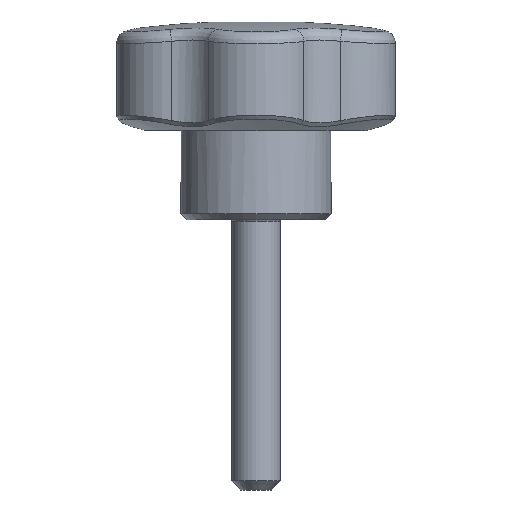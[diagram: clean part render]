
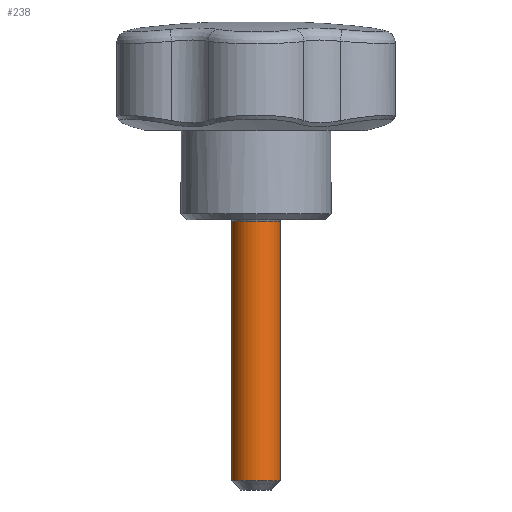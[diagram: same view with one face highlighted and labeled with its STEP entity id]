
A CAD part, front view. The second image highlights one B-rep face of the part: STEP entity #238.
In plain terms, the highlighted cylindrical face has radius 4 mm (diameter 8 mm), a full revolution.
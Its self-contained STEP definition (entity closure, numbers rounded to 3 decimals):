
#238 = ADVANCED_FACE( '', ( #484, #485 ), #486, .T. );
#484 = FACE_OUTER_BOUND( '', #3526, .T. );
#485 = FACE_OUTER_BOUND( '', #3527, .T. );
#486 = CYLINDRICAL_SURFACE( '', #3528, 4. );
#3526 = EDGE_LOOP( '', ( #4103 ) );
#3527 = EDGE_LOOP( '', ( #4104 ) );
#3528 = AXIS2_PLACEMENT_3D( '', #4105, #4106, #4107 );
#4103 = ORIENTED_EDGE( '', *, *, #4361, .T. );
#4104 = ORIENTED_EDGE( '', *, *, #4183, .T. );
#4105 = CARTESIAN_POINT( '', ( 0., 0., -57. ) );
#4106 = DIRECTION( '', ( 0., 0., -1. ) );
#4107 = DIRECTION( '', ( 1., 0., 0. ) );
#4183 = EDGE_CURVE( '', #4460, #4460, #4461, .T. );
#4361 = EDGE_CURVE( '', #4705, #4705, #4706, .F. );
#4460 = VERTEX_POINT( '', #5156 );
#4461 = CIRCLE( '', #5157, 4. );
#4705 = VERTEX_POINT( '', #7036 );
#4706 = CIRCLE( '', #7037, 4. );
#5156 = CARTESIAN_POINT( '', ( 4., 0., -43.5 ) );
#5157 = AXIS2_PLACEMENT_3D( '', #7153, #7154, #7155 );
#7036 = CARTESIAN_POINT( '', ( 4., 0., -0.2 ) );
#7037 = AXIS2_PLACEMENT_3D( '', #7281, #7282, #7283 );
#7153 = CARTESIAN_POINT( '', ( 0., 0., -43.5 ) );
#7154 = DIRECTION( '', ( 0., 0., 1. ) );
#7155 = DIRECTION( '', ( 1., 0., 0. ) );
#7281 = CARTESIAN_POINT( '', ( 0., 0., -0.2 ) );
#7282 = DIRECTION( '', ( 0., 0., 1. ) );
#7283 = DIRECTION( '', ( 1., 0., 0. ) );
